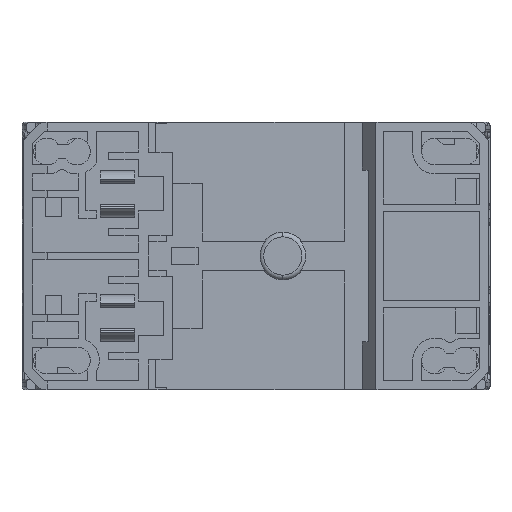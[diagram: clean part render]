
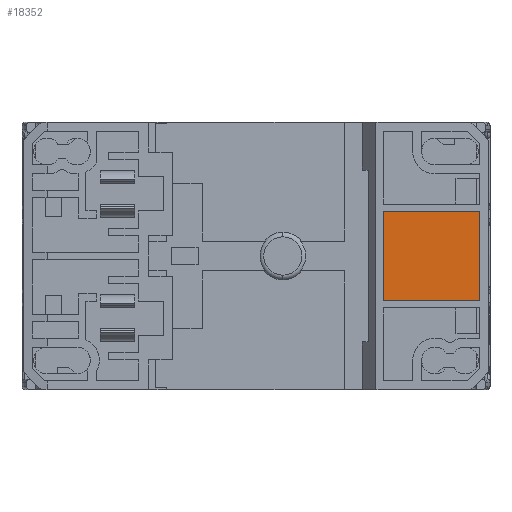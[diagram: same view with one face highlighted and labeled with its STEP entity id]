
A CAD part, front view. The second image highlights one B-rep face of the part: STEP entity #18352.
In plain terms, the highlighted planar face has unit normal (0, -1, 0).
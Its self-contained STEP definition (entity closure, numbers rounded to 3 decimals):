
#7409=DIRECTION('',(0.,0.,-1.));
#7410=VECTOR('',#7409,15.);
#7411=CARTESIAN_POINT('',(14.404,-67.466,7.855));
#7412=LINE('',#7411,#7410);
#7413=DIRECTION('',(-1.,0.,0.));
#7414=VECTOR('',#7413,16.2);
#7415=CARTESIAN_POINT('',(30.604,-67.466,7.855));
#7416=LINE('',#7415,#7414);
#7417=DIRECTION('',(0.,0.,1.));
#7418=VECTOR('',#7417,15.);
#7419=CARTESIAN_POINT('',(30.604,-67.466,
-7.145));
#7420=LINE('',#7419,#7418);
#7421=DIRECTION('',(1.,0.,0.));
#7422=VECTOR('',#7421,16.2);
#7423=CARTESIAN_POINT('',(14.404,-67.466,
-7.145));
#7424=LINE('',#7423,#7422);
#10715=CARTESIAN_POINT('',(30.604,-67.466,
7.855));
#10716=CARTESIAN_POINT('',(14.404,-67.466,
7.855));
#10717=VERTEX_POINT('',#10715);
#10718=VERTEX_POINT('',#10716);
#10851=CARTESIAN_POINT('',(14.404,-67.466,
-7.145));
#10852=VERTEX_POINT('',#10851);
#11125=CARTESIAN_POINT('',(30.604,-67.466,
-7.145));
#11126=VERTEX_POINT('',#11125);
#18341=CARTESIAN_POINT('',(32.104,-67.466,
22.755));
#18342=DIRECTION('',(0.,1.,0.));
#18343=DIRECTION('',(0.,0.,-1.));
#18344=AXIS2_PLACEMENT_3D('',#18341,#18342,#18343);
#18345=PLANE('',#18344);
#18346=ORIENTED_EDGE('',*,*,#18336,.F.);
#18347=ORIENTED_EDGE('',*,*,#18292,.F.);
#18348=ORIENTED_EDGE('',*,*,#18307,.F.);
#18349=ORIENTED_EDGE('',*,*,#18321,.F.);
#18350=EDGE_LOOP('',(#18346,#18347,#18348,#18349));
#18351=FACE_OUTER_BOUND('',#18350,.F.);
#18352=ADVANCED_FACE('',(#18351),#18345,.F.);
#18292=EDGE_CURVE('',#10717,#10718,#7416,.T.);
#18307=EDGE_CURVE('',#11126,#10717,#7420,.T.);
#18321=EDGE_CURVE('',#10852,#11126,#7424,.T.);
#18336=EDGE_CURVE('',#10718,#10852,#7412,.T.);
